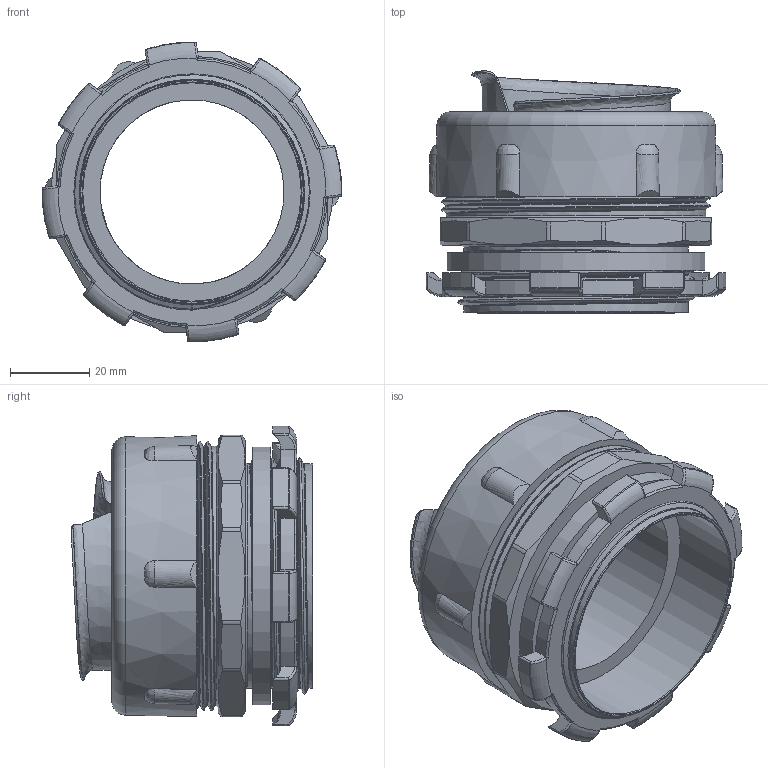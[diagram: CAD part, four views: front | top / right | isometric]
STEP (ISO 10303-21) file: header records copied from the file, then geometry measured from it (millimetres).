
FILE_DESCRIPTION(/* description */ (''),/* implementation_level */ '2;1');
FILE_NAME(/* name */ '',/* time_stamp */ '2025-06-20T17:09:16+07:00',/* author */ ('zeta-82'),/* organization */ (''),/* preprocessor_version */ 'ST-DEVELOPER v19.2',/* originating_system */ 'Autodesk Inventor 2024',/* authorisation */ '');
FILE_SCHEMA (('AUTOMOTIVE_DESIGN { 1 0 10303 214 3 1 1 }'));
Length unit declared in the file: millimetre
Products named in the file (1): ЗЭТА.105.310.000-11 РКН-
50
Bounding box: 75.49 x 60.89 x 75.49 mm (x, y, z)
Volume: 64116.8 mm3; surface area: 41755.3 mm2
Topology: 2 solids, 2 shells, 317 faces, 767 edges, 460 vertices
Faces by surface type: bspline 121, cylinder 80, plane 42, torus 35, cone 23, sphere 16
Full cylindrical faces by diameter (mm): 46.4 x1, 47.4 x1, 55 x1, 56 x1, 56.457 x5, 59.7 x1, 60 x1, 65 x1, 65.347 x1, 67.8 x1
Entity records: 17995 total; most frequent: CARTESIAN_POINT 11238, ORIENTED_EDGE 1534, DIRECTION 1011, EDGE_CURVE 767, VERTEX_POINT 460, AXIS2_PLACEMENT_3D 443, B_SPLINE_CURVE_WITH_KNOTS 360, EDGE_LOOP 329
